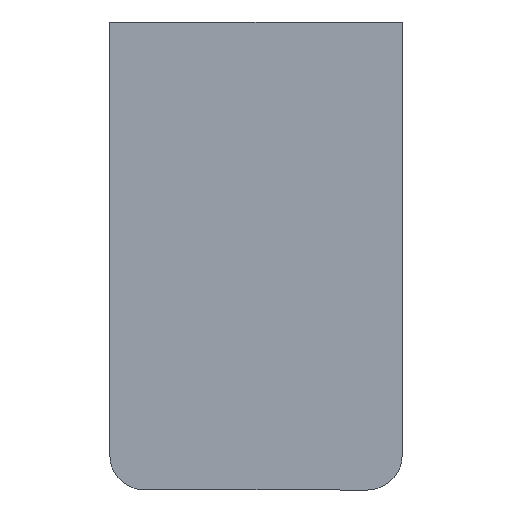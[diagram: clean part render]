
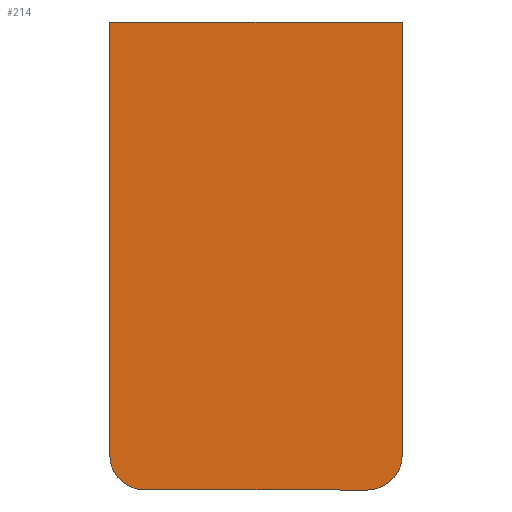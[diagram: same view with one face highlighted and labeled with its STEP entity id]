
A CAD part, front view. The second image highlights one B-rep face of the part: STEP entity #214.
In plain terms, the highlighted planar face has unit normal (0, -1, 0).
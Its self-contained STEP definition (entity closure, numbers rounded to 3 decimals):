
#2 = VECTOR ( 'NONE', #190, 1000. ) ;
#6 = CARTESIAN_POINT ( 'NONE',  ( 1.25, 0., 0. ) ) ;
#13 = ORIENTED_EDGE ( 'NONE', *, *, #60, .F. ) ;
#15 = ORIENTED_EDGE ( 'NONE', *, *, #27, .F. ) ;
#17 = EDGE_CURVE ( 'NONE', #191, #68, #176, .T. ) ;
#18 = DIRECTION ( 'NONE',  ( 0., 0., 1. ) ) ;
#19 = CARTESIAN_POINT ( 'NONE',  ( 0.95, 0., -3.7 ) ) ;
#20 = DIRECTION ( 'NONE',  ( 0., 0., 1. ) ) ;
#27 = EDGE_CURVE ( 'NONE', #68, #86, #47, .T. ) ;
#35 = CARTESIAN_POINT ( 'NONE',  ( -0.95, 0., -3.7 ) ) ;
#41 = FACE_OUTER_BOUND ( 'NONE', #228, .T. ) ;
#47 = CIRCLE ( 'NONE', #230, 0.3 ) ;
#60 = EDGE_CURVE ( 'NONE', #86, #82, #105, .T. ) ;
#63 = AXIS2_PLACEMENT_3D ( 'NONE', #35, #85, #20 ) ;
#68 = VERTEX_POINT ( 'NONE', #177 ) ;
#79 = DIRECTION ( 'NONE',  ( 0., 1., 0. ) ) ;
#82 = VERTEX_POINT ( 'NONE', #157 ) ;
#85 = DIRECTION ( 'NONE',  ( 0., 1., 0. ) ) ;
#86 = VERTEX_POINT ( 'NONE', #249 ) ;
#92 = DIRECTION ( 'NONE',  ( 0., 0., -1. ) ) ;
#105 = LINE ( 'NONE', #108, #2 ) ;
#108 = CARTESIAN_POINT ( 'NONE',  ( 0.95, 0., -4. ) ) ;
#113 = CARTESIAN_POINT ( 'NONE',  ( 1.25, 0., 0. ) ) ;
#117 = VECTOR ( 'NONE', #239, 1000. ) ;
#118 = LINE ( 'NONE', #182, #117 ) ;
#121 = DIRECTION ( 'NONE',  ( 0., 0., 1. ) ) ;
#122 = VERTEX_POINT ( 'NONE', #173 ) ;
#132 = VECTOR ( 'NONE', #92, 1000. ) ;
#134 = ORIENTED_EDGE ( 'NONE', *, *, #17, .F. ) ;
#140 = CARTESIAN_POINT ( 'NONE',  ( 0.95, 0., -3.7 ) ) ;
#143 = AXIS2_PLACEMENT_3D ( 'NONE', #140, #79, #121 ) ;
#146 = CIRCLE ( 'NONE', #63, 0.3 ) ;
#148 = ORIENTED_EDGE ( 'NONE', *, *, #180, .F. ) ;
#149 = ORIENTED_EDGE ( 'NONE', *, *, #184, .F. ) ;
#150 = EDGE_CURVE ( 'NONE', #82, #122, #146, .T. ) ;
#157 = CARTESIAN_POINT ( 'NONE',  ( -0.95, 0., -4. ) ) ;
#160 = DIRECTION ( 'NONE',  ( 1., 0., 0. ) ) ;
#168 = CARTESIAN_POINT ( 'NONE',  ( -1.25, 0., 0. ) ) ;
#169 = VERTEX_POINT ( 'NONE', #168 ) ;
#173 = CARTESIAN_POINT ( 'NONE',  ( -1.25, 0., -3.7 ) ) ;
#176 = LINE ( 'NONE', #113, #132 ) ;
#177 = CARTESIAN_POINT ( 'NONE',  ( 1.25, 0., -3.7 ) ) ;
#180 = EDGE_CURVE ( 'NONE', #122, #169, #118, .T. ) ;
#182 = CARTESIAN_POINT ( 'NONE',  ( -1.25, 0., -3.7 ) ) ;
#184 = EDGE_CURVE ( 'NONE', #169, #191, #198, .T. ) ;
#185 = CARTESIAN_POINT ( 'NONE',  ( 0., 0., 0. ) ) ;
#190 = DIRECTION ( 'NONE',  ( -1., 0., 0. ) ) ;
#191 = VERTEX_POINT ( 'NONE', #6 ) ;
#198 = LINE ( 'NONE', #185, #243 ) ;
#199 = PLANE ( 'NONE',  #143 ) ;
#214 = ADVANCED_FACE ( 'NONE', ( #41 ), #199, .F. ) ;
#228 = EDGE_LOOP ( 'NONE', ( #149, #148, #245, #13, #15, #134 ) ) ;
#230 = AXIS2_PLACEMENT_3D ( 'NONE', #19, #232, #18 ) ;
#232 = DIRECTION ( 'NONE',  ( 0., 1., 0. ) ) ;
#239 = DIRECTION ( 'NONE',  ( 0., 0., 1. ) ) ;
#243 = VECTOR ( 'NONE', #160, 1000. ) ;
#245 = ORIENTED_EDGE ( 'NONE', *, *, #150, .F. ) ;
#249 = CARTESIAN_POINT ( 'NONE',  ( 0.95, 0., -4. ) ) ;
